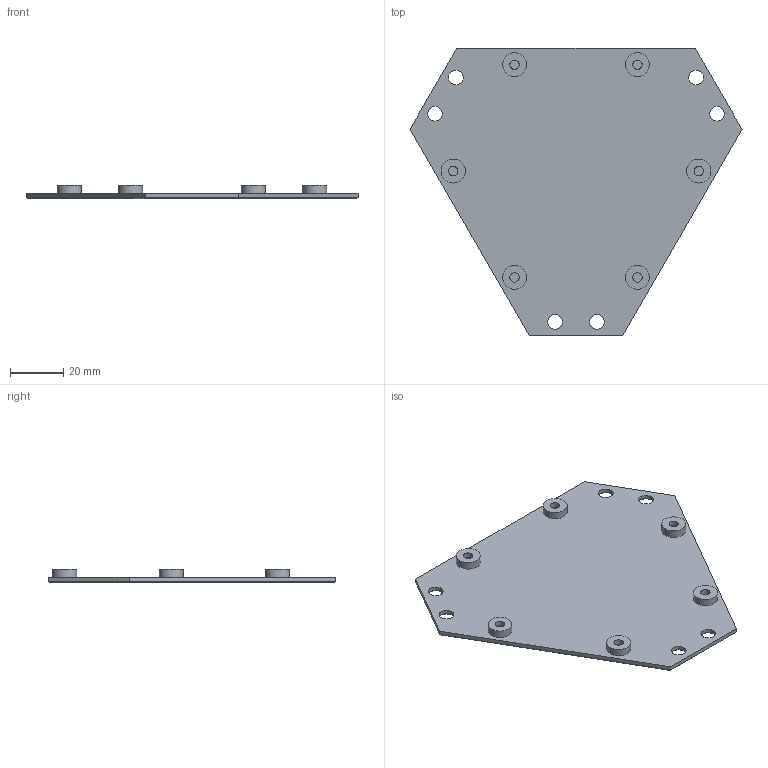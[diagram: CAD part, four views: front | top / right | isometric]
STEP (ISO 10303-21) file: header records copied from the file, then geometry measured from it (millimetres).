
FILE_DESCRIPTION(/* description */ ('Alibre Inc.'),/* implementation_level */ '2;1');
FILE_NAME(/* name */ 'export0',/* time_stamp */ '2015-07-11T14:31:21+12:00',/* author */ (''),/* organization */ (''),/* preprocessor_version */ 'ST-DEVELOPER v14',/* originating_system */ 'Alibre',/* authorisation */ '');
FILE_SCHEMA (('CONFIG_CONTROL_DESIGN'));
Length unit declared in the file: centimetre
Products named in the file (1): ID_1
Bounding box: 124.35 x 107.69 x 5 mm (x, y, z)
Volume: 19020.3 mm3; surface area: 20266 mm2
Topology: 1 solids, 1 shells, 128 faces, 282 edges, 174 vertices
Faces by surface type: plane 104, cylinder 18, cone 6
Full cylindrical faces by diameter (mm): 3.5 x6, 5.5 x6, 9 x6
Entity records: 3263 total; most frequent: CARTESIAN_POINT 548, ORIENTED_EDGE 504, DIRECTION 446, EDGE_CURVE 252, VECTOR 210, LINE 210, EDGE_LOOP 182, FACE_BOUND 182
